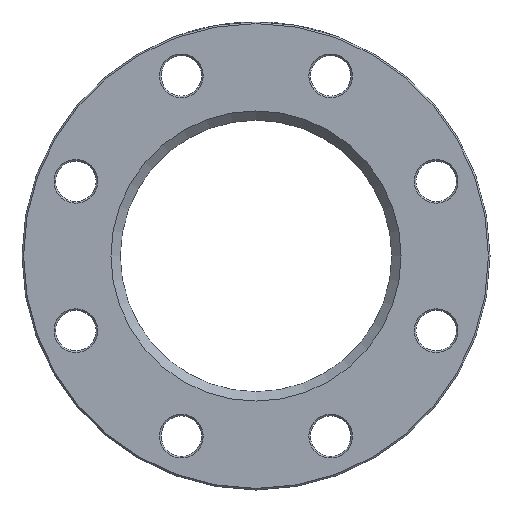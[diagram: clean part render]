
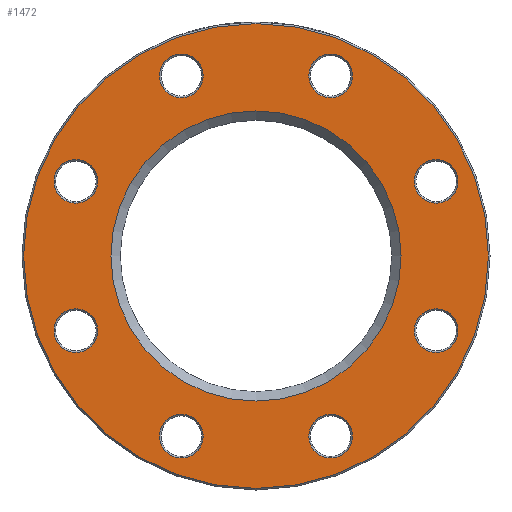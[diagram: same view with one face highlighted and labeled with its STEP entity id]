
A CAD part, left-side view. The second image highlights one B-rep face of the part: STEP entity #1472.
In plain terms, the highlighted planar face has unit normal (-1, 0, 0).
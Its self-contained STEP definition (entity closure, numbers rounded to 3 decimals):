
#39 = AXIS2_PLACEMENT_3D ( 'NONE', #5269, #479, #2609 ) ;
#95 = ORIENTED_EDGE ( 'NONE', *, *, #5455, .T. ) ;
#208 = EDGE_LOOP ( 'NONE', ( #3022 ) ) ;
#234 = AXIS2_PLACEMENT_3D ( 'NONE', #2918, #2370, #1936 ) ;
#265 = CARTESIAN_POINT ( 'NONE',  ( 0., 47.835, 101.485 ) ) ;
#355 = EDGE_LOOP ( 'NONE', ( #964 ) ) ;
#385 = AXIS2_PLACEMENT_3D ( 'NONE', #4032, #5228, #3087 ) ;
#446 = CARTESIAN_POINT ( 'NONE',  ( 0., -47.835, -115.485 ) ) ;
#479 = DIRECTION ( 'NONE',  ( 1., 0., 0. ) ) ;
#532 = ORIENTED_EDGE ( 'NONE', *, *, #5596, .T. ) ;
#613 = FACE_BOUND ( 'NONE', #1794, .T. ) ;
#717 = DIRECTION ( 'NONE',  ( 1., 0., 0. ) ) ;
#733 = FACE_BOUND ( 'NONE', #1397, .T. ) ;
#816 = DIRECTION ( 'NONE',  ( 1., 0., 0. ) ) ;
#825 = EDGE_CURVE ( 'NONE', #4104, #4104, #5541, .T. ) ;
#874 = CIRCLE ( 'NONE', #1619, 149. ) ;
#927 = CARTESIAN_POINT ( 'NONE',  ( 0., -47.835, 115.485 ) ) ;
#929 = EDGE_CURVE ( 'NONE', #5338, #5338, #4161, .T. ) ;
#959 = CARTESIAN_POINT ( 'NONE',  ( 0., -115.485, -61.835 ) ) ;
#964 = ORIENTED_EDGE ( 'NONE', *, *, #825, .T. ) ;
#976 = CIRCLE ( 'NONE', #4269, 14. ) ;
#1041 = CARTESIAN_POINT ( 'NONE',  ( 0., -47.835, -129.485 ) ) ;
#1066 = DIRECTION ( 'NONE',  ( 0., 0., -1. ) ) ;
#1214 = VERTEX_POINT ( 'NONE', #2966 ) ;
#1299 = DIRECTION ( 'NONE',  ( 0., 0., -1. ) ) ;
#1397 = EDGE_LOOP ( 'NONE', ( #3908 ) ) ;
#1417 = CIRCLE ( 'NONE', #4242, 14. ) ;
#1472 = ADVANCED_FACE ( 'NONE', ( #1995, #3739, #1593, #3340, #1566, #2802, #733, #4669, #4545, #613 ), #5091, .F. ) ;
#1566 = FACE_BOUND ( 'NONE', #3847, .T. ) ;
#1593 = FACE_BOUND ( 'NONE', #2684, .T. ) ;
#1619 = AXIS2_PLACEMENT_3D ( 'NONE', #5004, #3706, #1066 ) ;
#1648 = VERTEX_POINT ( 'NONE', #2045 ) ;
#1794 = EDGE_LOOP ( 'NONE', ( #3992 ) ) ;
#1824 = EDGE_LOOP ( 'NONE', ( #532 ) ) ;
#1870 = CIRCLE ( 'NONE', #385, 14. ) ;
#1936 = DIRECTION ( 'NONE',  ( 0., 0., -1. ) ) ;
#1995 = FACE_BOUND ( 'NONE', #4484, .T. ) ;
#2021 = EDGE_CURVE ( 'NONE', #2772, #2772, #976, .T. ) ;
#2045 = CARTESIAN_POINT ( 'NONE',  ( 0., 0., -93. ) ) ;
#2188 = EDGE_CURVE ( 'NONE', #3136, #3136, #5634, .T. ) ;
#2248 = ORIENTED_EDGE ( 'NONE', *, *, #3562, .T. ) ;
#2310 = CARTESIAN_POINT ( 'NONE',  ( 0., 47.835, -129.485 ) ) ;
#2370 = DIRECTION ( 'NONE',  ( 1., 0., 0. ) ) ;
#2421 = VERTEX_POINT ( 'NONE', #265 ) ;
#2453 = CARTESIAN_POINT ( 'NONE',  ( 0., -115.485, 33.835 ) ) ;
#2526 = CARTESIAN_POINT ( 'NONE',  ( 0., 0., 0. ) ) ;
#2550 = DIRECTION ( 'NONE',  ( 1., 0., 0. ) ) ;
#2569 = DIRECTION ( 'NONE',  ( 1., 0., 0. ) ) ;
#2609 = DIRECTION ( 'NONE',  ( 0., 0., -1. ) ) ;
#2617 = EDGE_LOOP ( 'NONE', ( #4776 ) ) ;
#2684 = EDGE_LOOP ( 'NONE', ( #4054 ) ) ;
#2768 = EDGE_CURVE ( 'NONE', #2886, #2886, #874, .T. ) ;
#2772 = VERTEX_POINT ( 'NONE', #1041 ) ;
#2790 = AXIS2_PLACEMENT_3D ( 'NONE', #3535, #2569, #5682 ) ;
#2802 = FACE_BOUND ( 'NONE', #208, .T. ) ;
#2836 = EDGE_LOOP ( 'NONE', ( #2971 ) ) ;
#2886 = VERTEX_POINT ( 'NONE', #5511 ) ;
#2918 = CARTESIAN_POINT ( 'NONE',  ( 0., 87., 0. ) ) ;
#2966 = CARTESIAN_POINT ( 'NONE',  ( 0., -47.835, 101.485 ) ) ;
#2971 = ORIENTED_EDGE ( 'NONE', *, *, #2768, .T. ) ;
#3022 = ORIENTED_EDGE ( 'NONE', *, *, #2188, .T. ) ;
#3087 = DIRECTION ( 'NONE',  ( 0., 0., -1. ) ) ;
#3136 = VERTEX_POINT ( 'NONE', #959 ) ;
#3340 = FACE_BOUND ( 'NONE', #1824, .T. ) ;
#3423 = CARTESIAN_POINT ( 'NONE',  ( 0., -115.485, 47.835 ) ) ;
#3535 = CARTESIAN_POINT ( 'NONE',  ( 0., 115.485, 47.835 ) ) ;
#3562 = EDGE_CURVE ( 'NONE', #1648, #1648, #4832, .T. ) ;
#3606 = AXIS2_PLACEMENT_3D ( 'NONE', #927, #816, #1299 ) ;
#3706 = DIRECTION ( 'NONE',  ( -1., 0., 0. ) ) ;
#3739 = FACE_OUTER_BOUND ( 'NONE', #2836, .T. ) ;
#3781 = DIRECTION ( 'NONE',  ( 1., 0., 0. ) ) ;
#3847 = EDGE_LOOP ( 'NONE', ( #95 ) ) ;
#3908 = ORIENTED_EDGE ( 'NONE', *, *, #2021, .T. ) ;
#3992 = ORIENTED_EDGE ( 'NONE', *, *, #5553, .T. ) ;
#4032 = CARTESIAN_POINT ( 'NONE',  ( 0., 47.835, 115.485 ) ) ;
#4054 = ORIENTED_EDGE ( 'NONE', *, *, #4620, .T. ) ;
#4104 = VERTEX_POINT ( 'NONE', #5372 ) ;
#4161 = CIRCLE ( 'NONE', #4630, 14. ) ;
#4173 = AXIS2_PLACEMENT_3D ( 'NONE', #5200, #2550, #4340 ) ;
#4193 = CARTESIAN_POINT ( 'NONE',  ( 0., 115.485, 33.835 ) ) ;
#4242 = AXIS2_PLACEMENT_3D ( 'NONE', #3423, #5281, #4864 ) ;
#4264 = CARTESIAN_POINT ( 'NONE',  ( 0., 47.835, -115.485 ) ) ;
#4269 = AXIS2_PLACEMENT_3D ( 'NONE', #446, #4627, #5115 ) ;
#4273 = AXIS2_PLACEMENT_3D ( 'NONE', #2526, #717, #4652 ) ;
#4340 = DIRECTION ( 'NONE',  ( 0., 0., -1. ) ) ;
#4428 = CIRCLE ( 'NONE', #2790, 14. ) ;
#4484 = EDGE_LOOP ( 'NONE', ( #2248 ) ) ;
#4545 = FACE_BOUND ( 'NONE', #355, .T. ) ;
#4598 = VERTEX_POINT ( 'NONE', #4193 ) ;
#4620 = EDGE_CURVE ( 'NONE', #2421, #2421, #1870, .T. ) ;
#4627 = DIRECTION ( 'NONE',  ( 1., 0., 0. ) ) ;
#4630 = AXIS2_PLACEMENT_3D ( 'NONE', #4264, #3781, #5657 ) ;
#4652 = DIRECTION ( 'NONE',  ( 0., 0., -1. ) ) ;
#4669 = FACE_BOUND ( 'NONE', #2617, .T. ) ;
#4727 = VERTEX_POINT ( 'NONE', #2453 ) ;
#4776 = ORIENTED_EDGE ( 'NONE', *, *, #929, .T. ) ;
#4832 = CIRCLE ( 'NONE', #4273, 93. ) ;
#4864 = DIRECTION ( 'NONE',  ( 0., 0., -1. ) ) ;
#5004 = CARTESIAN_POINT ( 'NONE',  ( 0., 0., 0. ) ) ;
#5091 = PLANE ( 'NONE',  #234 ) ;
#5115 = DIRECTION ( 'NONE',  ( 0., 0., -1. ) ) ;
#5200 = CARTESIAN_POINT ( 'NONE',  ( 0., -115.485, -47.835 ) ) ;
#5228 = DIRECTION ( 'NONE',  ( 1., 0., 0. ) ) ;
#5269 = CARTESIAN_POINT ( 'NONE',  ( 0., 115.485, -47.835 ) ) ;
#5281 = DIRECTION ( 'NONE',  ( 1., 0., 0. ) ) ;
#5338 = VERTEX_POINT ( 'NONE', #2310 ) ;
#5372 = CARTESIAN_POINT ( 'NONE',  ( 0., 115.485, -61.835 ) ) ;
#5455 = EDGE_CURVE ( 'NONE', #4727, #4727, #1417, .T. ) ;
#5511 = CARTESIAN_POINT ( 'NONE',  ( 0., 0., -149. ) ) ;
#5522 = CIRCLE ( 'NONE', #3606, 14. ) ;
#5541 = CIRCLE ( 'NONE', #39, 14. ) ;
#5553 = EDGE_CURVE ( 'NONE', #4598, #4598, #4428, .T. ) ;
#5596 = EDGE_CURVE ( 'NONE', #1214, #1214, #5522, .T. ) ;
#5634 = CIRCLE ( 'NONE', #4173, 14. ) ;
#5657 = DIRECTION ( 'NONE',  ( 0., 0., -1. ) ) ;
#5682 = DIRECTION ( 'NONE',  ( 0., 0., -1. ) ) ;
